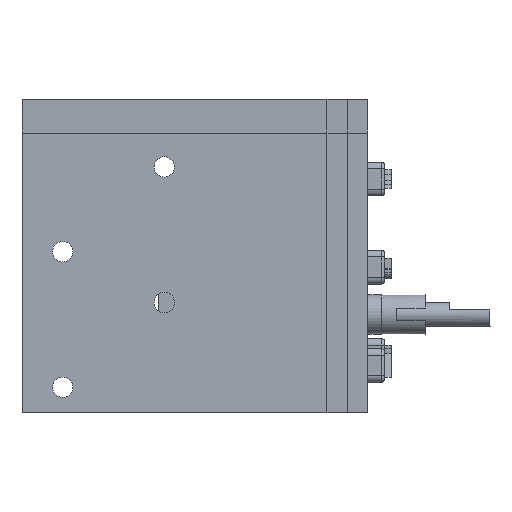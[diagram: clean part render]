
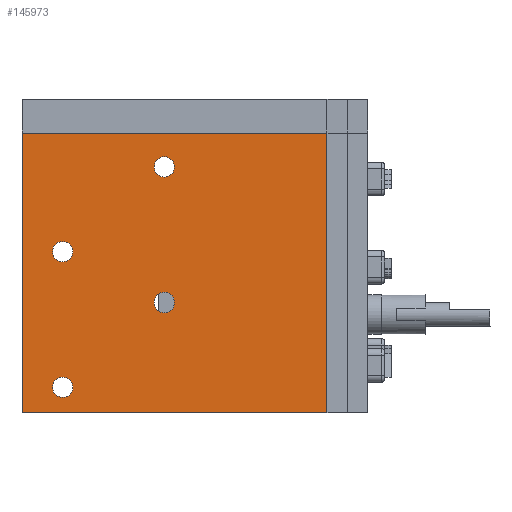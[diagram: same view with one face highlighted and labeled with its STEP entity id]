
A CAD part, left-side view. The second image highlights one B-rep face of the part: STEP entity #145973.
In plain terms, the highlighted planar face has unit normal (-1, 0, 0).
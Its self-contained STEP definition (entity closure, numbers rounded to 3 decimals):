
#2066=FACE_BOUND('',#15025,.T.);
#2067=FACE_BOUND('',#15026,.T.);
#2068=FACE_BOUND('',#15027,.T.);
#2069=FACE_BOUND('',#15028,.T.);
#5154=CIRCLE('',#153662,1.5);
#5158=CIRCLE('',#153668,1.5);
#5162=CIRCLE('',#153674,1.5);
#5166=CIRCLE('',#153680,1.5);
#7601=FACE_OUTER_BOUND('',#15024,.T.);
#15024=EDGE_LOOP('',(#102205,#102206,#102207,#102208));
#15025=EDGE_LOOP('',(#102209));
#15026=EDGE_LOOP('',(#102210));
#15027=EDGE_LOOP('',(#102211));
#15028=EDGE_LOOP('',(#102212));
#25698=LINE('',#205988,#44789);
#25704=LINE('',#205999,#44795);
#25757=LINE('',#206112,#44848);
#25761=LINE('',#206118,#44852);
#44789=VECTOR('',#164957,10.);
#44795=VECTOR('',#164965,10.);
#44848=VECTOR('',#165028,10.);
#44852=VECTOR('',#165036,10.);
#63815=VERTEX_POINT('',#205923);
#63819=VERTEX_POINT('',#205935);
#63823=VERTEX_POINT('',#205947);
#63827=VERTEX_POINT('',#205959);
#63837=VERTEX_POINT('',#205985);
#63838=VERTEX_POINT('',#205987);
#63842=VERTEX_POINT('',#205997);
#63897=VERTEX_POINT('',#206110);
#78425=EDGE_CURVE('',#63815,#63815,#5154,.T.);
#78431=EDGE_CURVE('',#63819,#63819,#5158,.T.);
#78437=EDGE_CURVE('',#63823,#63823,#5162,.T.);
#78443=EDGE_CURVE('',#63827,#63827,#5166,.T.);
#78455=EDGE_CURVE('',#63837,#63838,#25698,.T.);
#78461=EDGE_CURVE('',#63837,#63842,#25704,.T.);
#78518=EDGE_CURVE('',#63842,#63897,#25757,.T.);
#78522=EDGE_CURVE('',#63838,#63897,#25761,.T.);
#102205=ORIENTED_EDGE('',*,*,#78461,.T.);
#102206=ORIENTED_EDGE('',*,*,#78518,.T.);
#102207=ORIENTED_EDGE('',*,*,#78522,.F.);
#102208=ORIENTED_EDGE('',*,*,#78455,.F.);
#102209=ORIENTED_EDGE('',*,*,#78425,.T.);
#102210=ORIENTED_EDGE('',*,*,#78431,.T.);
#102211=ORIENTED_EDGE('',*,*,#78437,.T.);
#102212=ORIENTED_EDGE('',*,*,#78443,.T.);
#139251=PLANE('',#153752);
#145973=ADVANCED_FACE('',(#7601,#2066,#2067,#2068,#2069),#139251,.T.);
#153662=AXIS2_PLACEMENT_3D('',#205925,#164892,#164893);
#153668=AXIS2_PLACEMENT_3D('',#205937,#164906,#164907);
#153674=AXIS2_PLACEMENT_3D('',#205949,#164920,#164921);
#153680=AXIS2_PLACEMENT_3D('',#205961,#164934,#164935);
#153752=AXIS2_PLACEMENT_3D('',#206328,#165251,#165252);
#164892=DIRECTION('center_axis',(1.,0.,0.));
#164893=DIRECTION('ref_axis',(0.,1.,0.));
#164906=DIRECTION('center_axis',(1.,0.,0.));
#164907=DIRECTION('ref_axis',(0.,1.,0.));
#164920=DIRECTION('center_axis',(1.,0.,0.));
#164921=DIRECTION('ref_axis',(0.,1.,0.));
#164934=DIRECTION('center_axis',(1.,0.,0.));
#164935=DIRECTION('ref_axis',(0.,1.,0.));
#164957=DIRECTION('',(0.,1.,0.));
#164965=DIRECTION('',(0.,0.,1.));
#165028=DIRECTION('',(0.,1.,0.));
#165036=DIRECTION('',(0.,0.,1.));
#165251=DIRECTION('center_axis',(-1.,0.,0.));
#165252=DIRECTION('ref_axis',(0.,0.,
1.));
#205923=CARTESIAN_POINT('',(-79.422,40.5,-16.875));
#205925=CARTESIAN_POINT('Origin',(-79.422,42.,-16.875));
#205935=CARTESIAN_POINT('',(-79.422,25.5,15.625));
#205937=CARTESIAN_POINT('Origin',(-79.422,27.,15.625));
#205947=CARTESIAN_POINT('',(-79.422,25.5,-4.375));
#205949=CARTESIAN_POINT('Origin',(-79.422,27.,-4.375));
#205959=CARTESIAN_POINT('',(-79.422,40.5,3.125));
#205961=CARTESIAN_POINT('Origin',(-79.422,42.,3.125));
#205985=CARTESIAN_POINT('',(-79.422,3.,-20.65));
#205987=CARTESIAN_POINT('',(-79.422,48.,-20.65));
#205988=CARTESIAN_POINT('',(-79.422,3.,-20.65));
#205997=CARTESIAN_POINT('',(-79.422,3.,20.625));
#205999=CARTESIAN_POINT('',(-79.422,3.,-20.65));
#206110=CARTESIAN_POINT('',(-79.422,48.,20.625));
#206112=CARTESIAN_POINT('',(-79.422,3.,20.625));
#206118=CARTESIAN_POINT('',(-79.422,48.,-20.65));
#206328=CARTESIAN_POINT('Origin',(-79.422,3.,-20.65));
